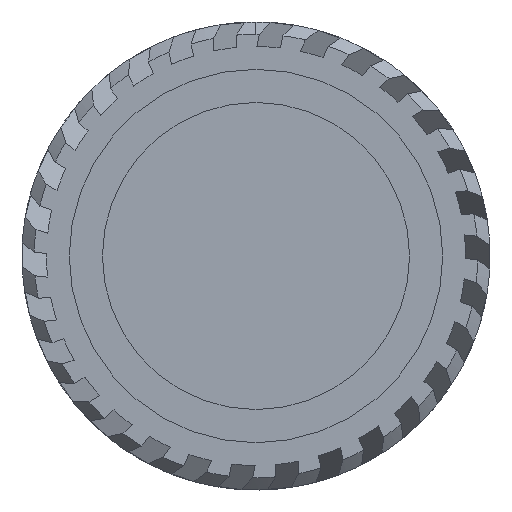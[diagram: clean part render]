
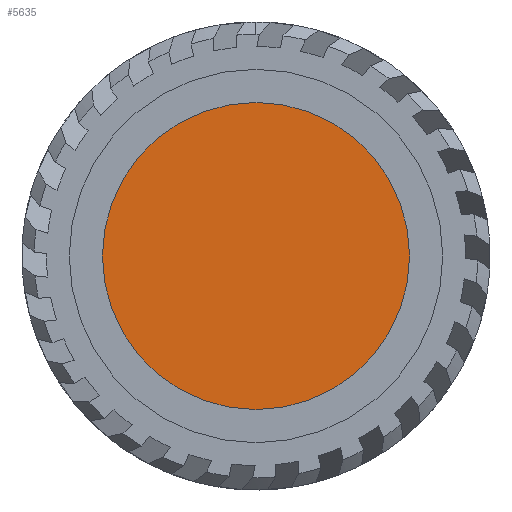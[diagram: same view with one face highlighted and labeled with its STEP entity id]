
A CAD part, front view. The second image highlights one B-rep face of the part: STEP entity #5635.
In plain terms, the highlighted planar face has unit normal (0, -1, 0).
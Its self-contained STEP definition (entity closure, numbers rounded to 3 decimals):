
#78 = AXIS2_PLACEMENT_3D ( 'NONE', #6098, #4152, #4184 ) ;
#140 = DIRECTION ( 'NONE',  ( 0., 1., 0. ) ) ;
#531 = CARTESIAN_POINT ( 'NONE',  ( 0., 18.871, 0. ) ) ;
#982 = CARTESIAN_POINT ( 'NONE',  ( 0., 18.871, 6.25 ) ) ;
#2350 = AXIS2_PLACEMENT_3D ( 'NONE', #531, #2371, #7145 ) ;
#2371 = DIRECTION ( 'NONE',  ( 0., 1., 0. ) ) ;
#2379 = CIRCLE ( 'NONE', #2350, 6.25 ) ;
#2449 = FACE_OUTER_BOUND ( 'NONE', #5234, .T. ) ;
#2758 = ORIENTED_EDGE ( 'NONE', *, *, #4204, .F. ) ;
#3526 = VERTEX_POINT ( 'NONE', #5683 ) ;
#3735 = DIRECTION ( 'NONE',  ( 0., 0., 1. ) ) ;
#3861 = AXIS2_PLACEMENT_3D ( 'NONE', #7429, #140, #3735 ) ;
#4152 = DIRECTION ( 'NONE',  ( 0., 1., 0. ) ) ;
#4184 = DIRECTION ( 'NONE',  ( 0., 0., 1. ) ) ;
#4204 = EDGE_CURVE ( 'NONE', #3526, #5391, #2379, .T. ) ;
#4393 = EDGE_CURVE ( 'NONE', #5391, #3526, #6437, .T. ) ;
#4862 = PLANE ( 'NONE',  #78 ) ;
#5096 = ORIENTED_EDGE ( 'NONE', *, *, #4393, .F. ) ;
#5234 = EDGE_LOOP ( 'NONE', ( #5096, #2758 ) ) ;
#5391 = VERTEX_POINT ( 'NONE', #982 ) ;
#5635 = ADVANCED_FACE ( 'NONE', ( #2449 ), #4862, .F. ) ;
#5683 = CARTESIAN_POINT ( 'NONE',  ( 0., 18.871, -6.25 ) ) ;
#6098 = CARTESIAN_POINT ( 'NONE',  ( 0., 18.871, 0. ) ) ;
#6437 = CIRCLE ( 'NONE', #3861, 6.25 ) ;
#7145 = DIRECTION ( 'NONE',  ( 0., 0., 1. ) ) ;
#7429 = CARTESIAN_POINT ( 'NONE',  ( 0., 18.871, 0. ) ) ;
